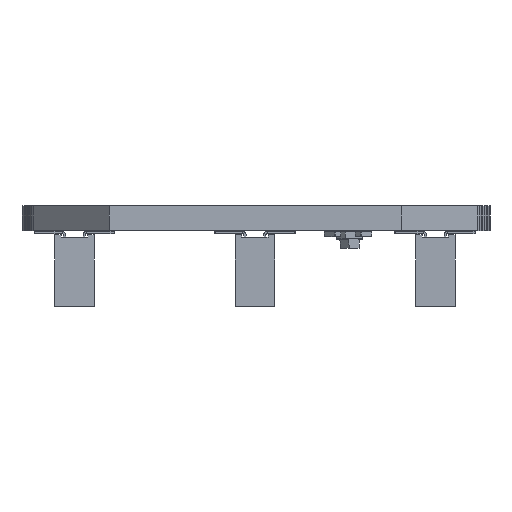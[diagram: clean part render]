
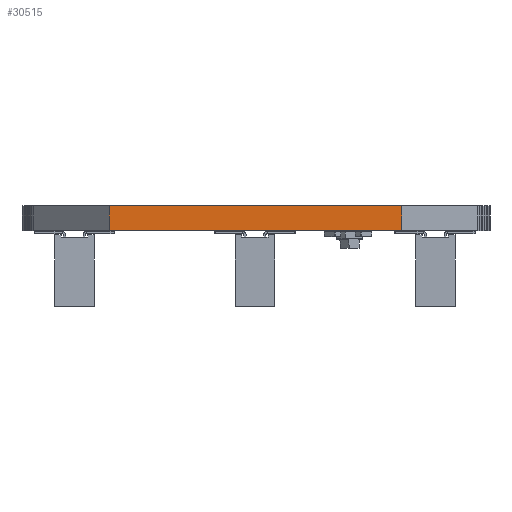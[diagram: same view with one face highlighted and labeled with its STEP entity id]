
A CAD part, front view. The second image highlights one B-rep face of the part: STEP entity #30515.
In plain terms, the highlighted planar face has unit normal (0, -1, 0).
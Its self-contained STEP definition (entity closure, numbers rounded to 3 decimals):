
#15766 = PLANE('',#15767);
#15767 = AXIS2_PLACEMENT_3D('',#15768,#15769,#15770);
#15768 = CARTESIAN_POINT('',(125.744,-65.658,1.6));
#15769 = DIRECTION('',(-0.,-0.,-1.));
#15770 = DIRECTION('',(-1.,0.,0.));
#15820 = PLANE('',#15821);
#15821 = AXIS2_PLACEMENT_3D('',#15822,#15823,#15824);
#15822 = CARTESIAN_POINT('',(125.744,-65.658,0.));
#15823 = DIRECTION('',(-0.,-0.,-1.));
#15824 = DIRECTION('',(-1.,0.,0.));
#18001 = VERTEX_POINT('',#18002);
#18002 = CARTESIAN_POINT('',(135.139,-89.125,0.));
#18016 = PLANE('',#18017);
#18017 = AXIS2_PLACEMENT_3D('',#18018,#18019,#18020);
#18018 = CARTESIAN_POINT('',(140.03,-84.245,0.));
#18019 = DIRECTION('',(0.706,-0.708,0.));
#18020 = DIRECTION('',(-0.708,-0.706,0.));
#18028 = EDGE_CURVE('',#18001,#18029,#18031,.T.);
#18029 = VERTEX_POINT('',#18030);
#18030 = CARTESIAN_POINT('',(116.334,-89.125,0.));
#18031 = SURFACE_CURVE('',#18032,(#18036,#18043),.PCURVE_S1.);
#18032 = LINE('',#18033,#18034);
#18033 = CARTESIAN_POINT('',(135.139,-89.125,0.));
#18034 = VECTOR('',#18035,1.);
#18035 = DIRECTION('',(-1.,0.,0.));
#18036 = PCURVE('',#15820,#18037);
#18037 = DEFINITIONAL_REPRESENTATION('',(#18038),#18042);
#18038 = LINE('',#18039,#18040);
#18039 = CARTESIAN_POINT('',(-9.394,-23.467));
#18040 = VECTOR('',#18041,1.);
#18041 = DIRECTION('',(1.,0.));
#18042 = ( GEOMETRIC_REPRESENTATION_CONTEXT(2) 
PARAMETRIC_REPRESENTATION_CONTEXT() REPRESENTATION_CONTEXT('2D SPACE',''
  ) );
#18043 = PCURVE('',#18044,#18049);
#18044 = PLANE('',#18045);
#18045 = AXIS2_PLACEMENT_3D('',#18046,#18047,#18048);
#18046 = CARTESIAN_POINT('',(135.139,-89.125,0.));
#18047 = DIRECTION('',(0.,-1.,0.));
#18048 = DIRECTION('',(-1.,0.,0.));
#18049 = DEFINITIONAL_REPRESENTATION('',(#18050),#18054);
#18050 = LINE('',#18051,#18052);
#18051 = CARTESIAN_POINT('',(0.,0.));
#18052 = VECTOR('',#18053,1.);
#18053 = DIRECTION('',(1.,0.));
#18054 = ( GEOMETRIC_REPRESENTATION_CONTEXT(2) 
PARAMETRIC_REPRESENTATION_CONTEXT() REPRESENTATION_CONTEXT('2D SPACE',''
  ) );
#18072 = PLANE('',#18073);
#18073 = AXIS2_PLACEMENT_3D('',#18074,#18075,#18076);
#18074 = CARTESIAN_POINT('',(116.334,-89.125,0.));
#18075 = DIRECTION('',(-0.706,-0.708,0.));
#18076 = DIRECTION('',(-0.708,0.706,0.));
#23440 = VERTEX_POINT('',#23441);
#23441 = CARTESIAN_POINT('',(135.139,-89.125,1.6));
#23462 = EDGE_CURVE('',#23440,#23463,#23465,.T.);
#23463 = VERTEX_POINT('',#23464);
#23464 = CARTESIAN_POINT('',(116.334,-89.125,1.6));
#23465 = SURFACE_CURVE('',#23466,(#23470,#23477),.PCURVE_S1.);
#23466 = LINE('',#23467,#23468);
#23467 = CARTESIAN_POINT('',(135.139,-89.125,1.6));
#23468 = VECTOR('',#23469,1.);
#23469 = DIRECTION('',(-1.,0.,0.));
#23470 = PCURVE('',#15766,#23471);
#23471 = DEFINITIONAL_REPRESENTATION('',(#23472),#23476);
#23472 = LINE('',#23473,#23474);
#23473 = CARTESIAN_POINT('',(-9.394,-23.467));
#23474 = VECTOR('',#23475,1.);
#23475 = DIRECTION('',(1.,0.));
#23476 = ( GEOMETRIC_REPRESENTATION_CONTEXT(2) 
PARAMETRIC_REPRESENTATION_CONTEXT() REPRESENTATION_CONTEXT('2D SPACE',''
  ) );
#23477 = PCURVE('',#18044,#23478);
#23478 = DEFINITIONAL_REPRESENTATION('',(#23479),#23483);
#23479 = LINE('',#23480,#23481);
#23480 = CARTESIAN_POINT('',(0.,-1.6));
#23481 = VECTOR('',#23482,1.);
#23482 = DIRECTION('',(1.,0.));
#23483 = ( GEOMETRIC_REPRESENTATION_CONTEXT(2) 
PARAMETRIC_REPRESENTATION_CONTEXT() REPRESENTATION_CONTEXT('2D SPACE',''
  ) );
#30467 = EDGE_CURVE('',#18001,#23440,#30468,.T.);
#30468 = SURFACE_CURVE('',#30469,(#30473,#30480),.PCURVE_S1.);
#30469 = LINE('',#30470,#30471);
#30470 = CARTESIAN_POINT('',(135.139,-89.125,0.));
#30471 = VECTOR('',#30472,1.);
#30472 = DIRECTION('',(0.,0.,1.));
#30473 = PCURVE('',#18016,#30474);
#30474 = DEFINITIONAL_REPRESENTATION('',(#30475),#30479);
#30475 = LINE('',#30476,#30477);
#30476 = CARTESIAN_POINT('',(6.909,0.));
#30477 = VECTOR('',#30478,1.);
#30478 = DIRECTION('',(0.,-1.));
#30479 = ( GEOMETRIC_REPRESENTATION_CONTEXT(2) 
PARAMETRIC_REPRESENTATION_CONTEXT() REPRESENTATION_CONTEXT('2D SPACE',''
  ) );
#30480 = PCURVE('',#18044,#30481);
#30481 = DEFINITIONAL_REPRESENTATION('',(#30482),#30486);
#30482 = LINE('',#30483,#30484);
#30483 = CARTESIAN_POINT('',(0.,0.));
#30484 = VECTOR('',#30485,1.);
#30485 = DIRECTION('',(0.,-1.));
#30486 = ( GEOMETRIC_REPRESENTATION_CONTEXT(2) 
PARAMETRIC_REPRESENTATION_CONTEXT() REPRESENTATION_CONTEXT('2D SPACE',''
  ) );
#30515 = ADVANCED_FACE('',(#30516),#18044,.T.);
#30516 = FACE_BOUND('',#30517,.T.);
#30517 = EDGE_LOOP('',(#30518,#30519,#30520,#30541));
#30518 = ORIENTED_EDGE('',*,*,#30467,.T.);
#30519 = ORIENTED_EDGE('',*,*,#23462,.T.);
#30520 = ORIENTED_EDGE('',*,*,#30521,.F.);
#30521 = EDGE_CURVE('',#18029,#23463,#30522,.T.);
#30522 = SURFACE_CURVE('',#30523,(#30527,#30534),.PCURVE_S1.);
#30523 = LINE('',#30524,#30525);
#30524 = CARTESIAN_POINT('',(116.334,-89.125,0.));
#30525 = VECTOR('',#30526,1.);
#30526 = DIRECTION('',(0.,0.,1.));
#30527 = PCURVE('',#18044,#30528);
#30528 = DEFINITIONAL_REPRESENTATION('',(#30529),#30533);
#30529 = LINE('',#30530,#30531);
#30530 = CARTESIAN_POINT('',(18.805,0.));
#30531 = VECTOR('',#30532,1.);
#30532 = DIRECTION('',(0.,-1.));
#30533 = ( GEOMETRIC_REPRESENTATION_CONTEXT(2) 
PARAMETRIC_REPRESENTATION_CONTEXT() REPRESENTATION_CONTEXT('2D SPACE',''
  ) );
#30534 = PCURVE('',#18072,#30535);
#30535 = DEFINITIONAL_REPRESENTATION('',(#30536),#30540);
#30536 = LINE('',#30537,#30538);
#30537 = CARTESIAN_POINT('',(0.,0.));
#30538 = VECTOR('',#30539,1.);
#30539 = DIRECTION('',(0.,-1.));
#30540 = ( GEOMETRIC_REPRESENTATION_CONTEXT(2) 
PARAMETRIC_REPRESENTATION_CONTEXT() REPRESENTATION_CONTEXT('2D SPACE',''
  ) );
#30541 = ORIENTED_EDGE('',*,*,#18028,.F.);
